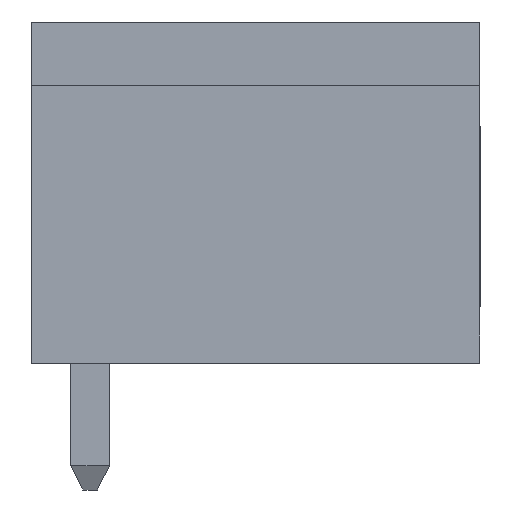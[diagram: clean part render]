
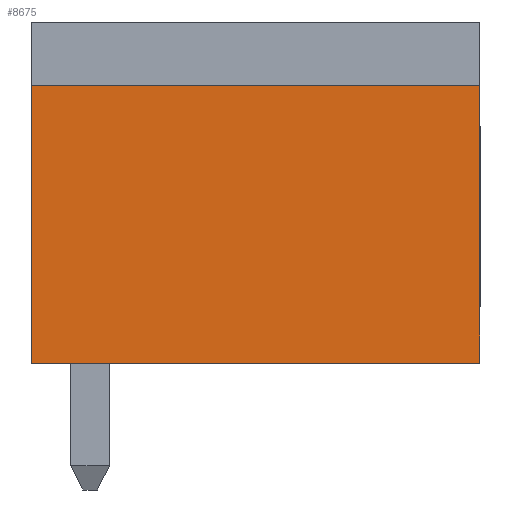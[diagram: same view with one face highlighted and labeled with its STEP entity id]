
A CAD part, left-side view. The second image highlights one B-rep face of the part: STEP entity #8675.
In plain terms, the highlighted planar face has unit normal (-1, 0, 0).
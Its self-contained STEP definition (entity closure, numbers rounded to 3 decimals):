
#1904=ORIENTED_EDGE('',*,*,#3533,.F.);
#1905=ORIENTED_EDGE('',*,*,#3630,.F.);
#1906=ORIENTED_EDGE('',*,*,#3506,.F.);
#1907=ORIENTED_EDGE('',*,*,#3448,.F.);
#3448=EDGE_CURVE('',#4496,#4497,#5479,.T.);
#3506=EDGE_CURVE('',#4497,#4548,#5525,.T.);
#3533=EDGE_CURVE('',#4568,#4496,#5548,.T.);
#3630=EDGE_CURVE('',#4548,#4568,#5642,.T.);
#4496=VERTEX_POINT('',#13074);
#4497=VERTEX_POINT('',#13076);
#4548=VERTEX_POINT('',#13189);
#4568=VERTEX_POINT('',#13240);
#5479=LINE('',#13075,#6570);
#5525=LINE('',#13188,#6616);
#5548=LINE('',#13241,#6639);
#5642=LINE('',#13436,#6733);
#6570=VECTOR('',#10616,1000.);
#6616=VECTOR('',#10694,1000.);
#6639=VECTOR('',#10735,1000.);
#6733=VECTOR('',#10931,1000.);
#7376=EDGE_LOOP('',(#1904,#1905,#1906,#1907));
#7859=FACE_BOUND('',#7376,.T.);
#8278=PLANE('',#9227);
#8675=ADVANCED_FACE('',(#7859),#8278,.F.);
#9227=AXIS2_PLACEMENT_3D('',#13437,#10932,#10933);
#10616=DIRECTION('',(0.,1.,0.));
#10694=DIRECTION('',(0.,0.,1.));
#10735=DIRECTION('',(0.,0.,-1.));
#10931=DIRECTION('',(0.,-1.,0.));
#10932=DIRECTION('',(1.,0.,0.));
#10933=DIRECTION('',(0.,0.,-1.));
#13074=CARTESIAN_POINT('',(-14.62,0.,-3.5));
#13075=CARTESIAN_POINT('',(-14.62,0.,-3.5));
#13076=CARTESIAN_POINT('',(-14.62,9.2,-3.5));
#13188=CARTESIAN_POINT('',(-14.62,9.2,-3.5));
#13189=CARTESIAN_POINT('',(-14.62,9.2,2.2));
#13240=CARTESIAN_POINT('',(-14.62,0.,2.2));
#13241=CARTESIAN_POINT('',(-14.62,0.,2.2));
#13436=CARTESIAN_POINT('',(-14.62,9.2,2.2));
#13437=CARTESIAN_POINT('',(-14.62,0.,0.));
